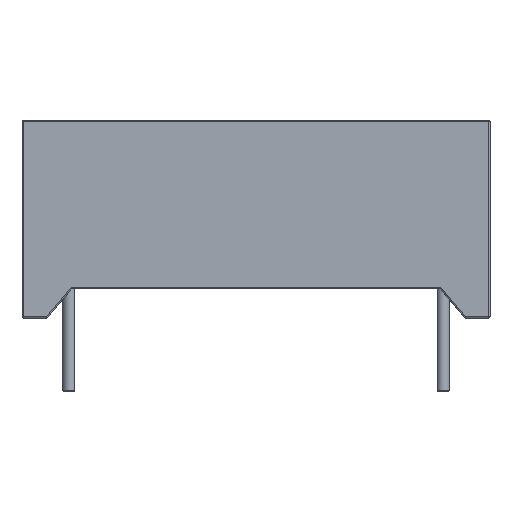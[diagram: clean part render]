
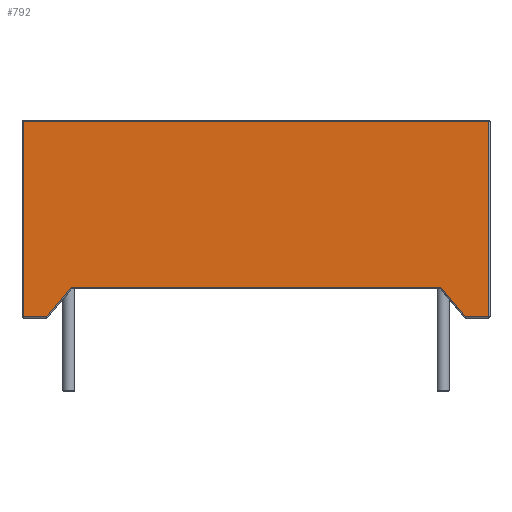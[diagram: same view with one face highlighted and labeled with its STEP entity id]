
A CAD part, front view. The second image highlights one B-rep face of the part: STEP entity #792.
In plain terms, the highlighted planar face has unit normal (0, -1, 0).
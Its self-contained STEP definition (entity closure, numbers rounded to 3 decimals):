
#792=ADVANCED_FACE('',(#3222),#3224,.T.);
#3222=FACE_BOUND('',#3223,.T.);
#3223=EDGE_LOOP('',(#5701,#5702,#5703,#5704,#5705,#5706,#5707,#5708));
#3224=PLANE('',#3225);
#3225=AXIS2_PLACEMENT_3D('',#3226,#3227,#3228);
#3226=CARTESIAN_POINT('',(-9.525,-12.5,0.));
#3227=DIRECTION('',(0.,-1.,0.));
#3228=DIRECTION('',(1.,0.,0.));
#5701=ORIENTED_EDGE('',*,*,#6679,.F.);
#5702=ORIENTED_EDGE('',*,*,#6680,.F.);
#5703=ORIENTED_EDGE('',*,*,#6681,.T.);
#5704=ORIENTED_EDGE('',*,*,#6682,.F.);
#5705=ORIENTED_EDGE('',*,*,#6683,.T.);
#5706=ORIENTED_EDGE('',*,*,#6684,.F.);
#5707=ORIENTED_EDGE('',*,*,#6685,.T.);
#5708=ORIENTED_EDGE('',*,*,#6686,.T.);
#6679=EDGE_CURVE('',#7421,#7422,#7423,.T.);
#6680=EDGE_CURVE('',#7424,#7421,#7425,.T.);
#6681=EDGE_CURVE('',#7424,#7426,#7427,.T.);
#6682=EDGE_CURVE('',#7428,#7426,#7429,.F.);
#6683=EDGE_CURVE('',#7428,#7430,#7431,.T.);
#6684=EDGE_CURVE('',#7432,#7430,#7433,.F.);
#6685=EDGE_CURVE('',#7432,#7434,#7435,.T.);
#6686=EDGE_CURVE('',#7434,#7422,#7436,.T.);
#7421=VERTEX_POINT('',#8869);
#7422=VERTEX_POINT('',#8870);
#7423=LINE('',#8871,#8872);
#7424=VERTEX_POINT('',#8874);
#7425=LINE('',#8875,#8876);
#7426=VERTEX_POINT('',#8878);
#7427=LINE('',#8879,#8880);
#7428=VERTEX_POINT('',#8882);
#7429=LINE('',#8883,#8884);
#7430=VERTEX_POINT('',#8886);
#7431=LINE('',#8887,#8888);
#7432=VERTEX_POINT('',#8890);
#7433=LINE('',#8891,#8892);
#7434=VERTEX_POINT('',#8894);
#7435=LINE('',#8895,#8896);
#7436=LINE('',#8898,#8899);
#8869=CARTESIAN_POINT('',(-9.475,-12.5,8.));
#8870=CARTESIAN_POINT('',(9.475,-12.5,8.));
#8871=CARTESIAN_POINT('',(-9.475,-12.5,8.));
#8872=VECTOR('',#8873,1.);
#8873=DIRECTION('',(1.,0.,0.));
#8874=CARTESIAN_POINT('',(-9.475,-12.5,0.05));
#8875=CARTESIAN_POINT('',(-9.475,-12.5,0.05));
#8876=VECTOR('',#8877,1.);
#8877=DIRECTION('',(0.,0.,1.));
#8878=CARTESIAN_POINT('',(-8.523,-12.5,0.05));
#8879=CARTESIAN_POINT('',(-9.475,-12.5,0.05));
#8880=VECTOR('',#8881,1.);
#8881=DIRECTION('',(1.,0.,0.));
#8882=CARTESIAN_POINT('',(-7.523,-12.5,1.25));
#8883=CARTESIAN_POINT('',(-8.523,-12.5,0.05));
#8884=VECTOR('',#8885,1.);
#8885=DIRECTION('',(0.64,0.,0.768));
#8886=CARTESIAN_POINT('',(7.523,-12.5,1.25));
#8887=CARTESIAN_POINT('',(-7.523,-12.5,1.25));
#8888=VECTOR('',#8889,1.);
#8889=DIRECTION('',(1.,0.,0.));
#8890=CARTESIAN_POINT('',(8.523,-12.5,0.05));
#8891=CARTESIAN_POINT('',(7.523,-12.5,1.25));
#8892=VECTOR('',#8893,1.);
#8893=DIRECTION('',(0.64,0.,-0.768));
#8894=CARTESIAN_POINT('',(9.475,-12.5,0.05));
#8895=CARTESIAN_POINT('',(8.523,-12.5,0.05));
#8896=VECTOR('',#8897,1.);
#8897=DIRECTION('',(1.,0.,0.));
#8898=CARTESIAN_POINT('',(9.475,-12.5,0.05));
#8899=VECTOR('',#8900,1.);
#8900=DIRECTION('',(0.,0.,1.));
